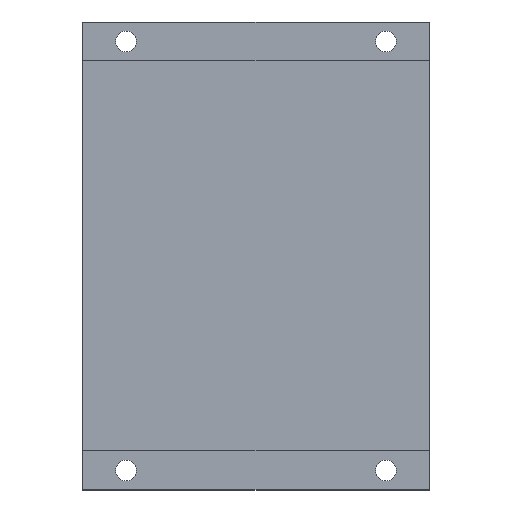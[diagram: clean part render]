
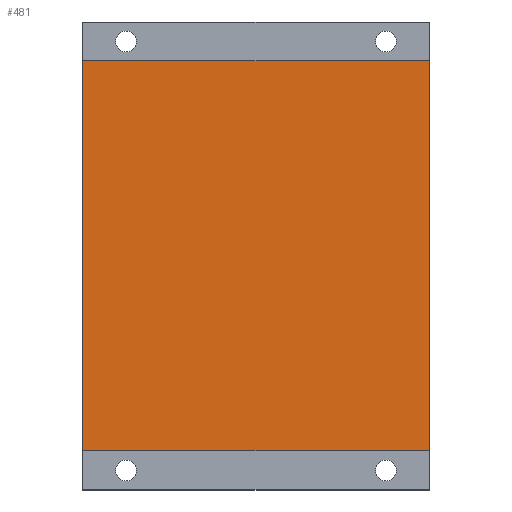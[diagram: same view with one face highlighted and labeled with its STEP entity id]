
A CAD part, top view. The second image highlights one B-rep face of the part: STEP entity #481.
In plain terms, the highlighted planar face has unit normal (0, 0, 1).
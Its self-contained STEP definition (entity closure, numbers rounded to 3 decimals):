
#355 = VERTEX_POINT('',#356);
#356 = CARTESIAN_POINT('',(-20.,-22.5,10.));
#362 = EDGE_CURVE('',#355,#363,#365,.T.);
#363 = VERTEX_POINT('',#364);
#364 = CARTESIAN_POINT('',(-20.,22.5,10.));
#365 = LINE('',#366,#367);
#366 = CARTESIAN_POINT('',(-20.,-22.5,10.));
#367 = VECTOR('',#368,1.);
#368 = DIRECTION('',(0.,1.,0.));
#395 = VERTEX_POINT('',#396);
#396 = CARTESIAN_POINT('',(20.,-22.5,10.));
#402 = EDGE_CURVE('',#395,#355,#403,.T.);
#403 = LINE('',#404,#405);
#404 = CARTESIAN_POINT('',(20.,-22.5,10.));
#405 = VECTOR('',#406,1.);
#406 = DIRECTION('',(-1.,0.,0.));
#424 = EDGE_CURVE('',#363,#425,#427,.T.);
#425 = VERTEX_POINT('',#426);
#426 = CARTESIAN_POINT('',(20.,22.5,10.));
#427 = LINE('',#428,#429);
#428 = CARTESIAN_POINT('',(-20.,22.5,10.));
#429 = VECTOR('',#430,1.);
#430 = DIRECTION('',(1.,0.,0.));
#481 = ADVANCED_FACE('',(#482),#493,.T.);
#482 = FACE_BOUND('',#483,.F.);
#483 = EDGE_LOOP('',(#484,#485,#486,#492));
#484 = ORIENTED_EDGE('',*,*,#362,.T.);
#485 = ORIENTED_EDGE('',*,*,#424,.T.);
#486 = ORIENTED_EDGE('',*,*,#487,.T.);
#487 = EDGE_CURVE('',#425,#395,#488,.T.);
#488 = LINE('',#489,#490);
#489 = CARTESIAN_POINT('',(20.,22.5,10.));
#490 = VECTOR('',#491,1.);
#491 = DIRECTION('',(0.,-1.,0.));
#492 = ORIENTED_EDGE('',*,*,#402,.T.);
#493 = PLANE('',#494);
#494 = AXIS2_PLACEMENT_3D('',#495,#496,#497);
#495 = CARTESIAN_POINT('',(0.,0.,10.));
#496 = DIRECTION('',(0.,0.,1.));
#497 = DIRECTION('',(1.,0.,0.));
